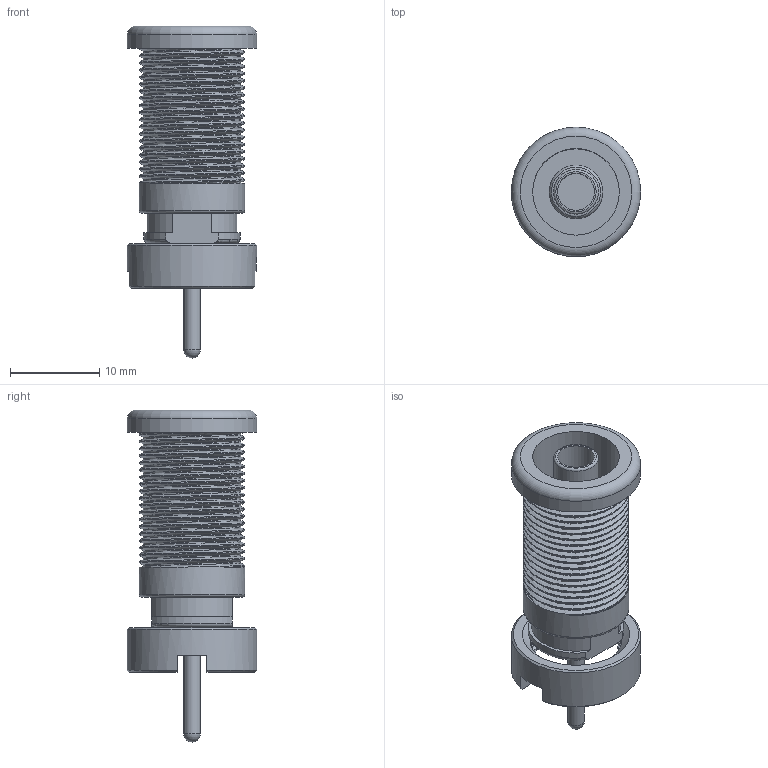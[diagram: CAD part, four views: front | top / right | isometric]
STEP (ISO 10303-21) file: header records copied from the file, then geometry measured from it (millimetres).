
FILE_DESCRIPTION(/* description */ (''),/* implementation_level */ '2;1');
FILE_NAME(/* name */ 'Hirschmann 4 mm Bananenbuchse Lötanschluß.step',/* time_stamp */ '2022-10-03T14:29:44+02:00',/* author */ (''),/* organization */ (''),/* preprocessor_version */ 'ST-DEVELOPER v19',/* originating_system */ 'Autodesk Translation Framework v11.7.0.108',/* authorisation */ '');
FILE_SCHEMA (('AUTOMOTIVE_DESIGN { 1 0 10303 214 3 1 1 }'));
Length unit declared in the file: millimetre
Products named in the file (1): 4mm Buchse
Bounding box: 14.47 x 14.47 x 37.14 mm (x, y, z)
Volume: 1677.6 mm3; surface area: 4306.2 mm2
Topology: 3 solids, 3 shells, 124 faces, 331 edges, 218 vertices
Faces by surface type: cylinder 73, plane 29, bspline 9, torus 6, cone 6, sphere 1
Full cylindrical faces by diameter (mm): 1.9 x1, 4.13 x2, 5 x1, 5.5 x2, 6 x1, 9.69 x1, 10.283 x2, 10.94 x20, 11.12 x2, 11.844 x20, 14.45 x1, 14.47 x1
Entity records: 9779 total; most frequent: CARTESIAN_POINT 6901, ORIENTED_EDGE 660, DIRECTION 481, EDGE_CURVE 330, VERTEX_POINT 218, AXIS2_PLACEMENT_3D 187, B_SPLINE_CURVE_WITH_KNOTS 144, EDGE_LOOP 134
